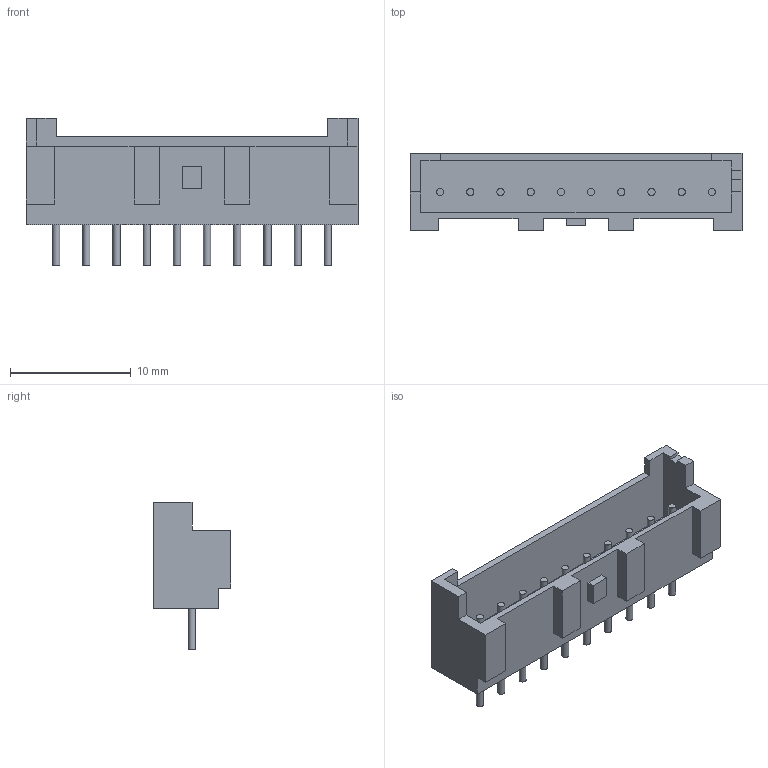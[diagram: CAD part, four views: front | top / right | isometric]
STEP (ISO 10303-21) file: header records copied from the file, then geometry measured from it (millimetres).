
FILE_DESCRIPTION(/* description */ (''),/* implementation_level */ '2;1');
FILE_NAME(/* name */ 'JST B10B-XASK-1.step',/* time_stamp */ '2022-10-22T19:38:35+01:00',/* author */ (''),/* organization */ (''),/* preprocessor_version */ 'ST-DEVELOPER v19.2',/* originating_system */ 'Autodesk Translation Framework v11.17.0.187',/* authorisation */ '');
FILE_SCHEMA (('AUTOMOTIVE_DESIGN { 1 0 10303 214 3 1 1 }'));
Length unit declared in the file: millimetre
Products named in the file (1): B10B-XASK-1
Bounding box: 27.5 x 6.4 x 12.2 mm (x, y, z)
Volume: 592.5 mm3; surface area: 1249 mm2
Topology: 1 solids, 1 shells, 81 faces, 174 edges, 116 vertices
Faces by surface type: plane 61, cylinder 20
Full cylindrical faces by diameter (mm): 0.6 x20
Entity records: 2275 total; most frequent: DIRECTION 378, CARTESIAN_POINT 372, ORIENTED_EDGE 348, EDGE_CURVE 174, LINE 134, VECTOR 134, AXIS2_PLACEMENT_3D 122, VERTEX_POINT 116
